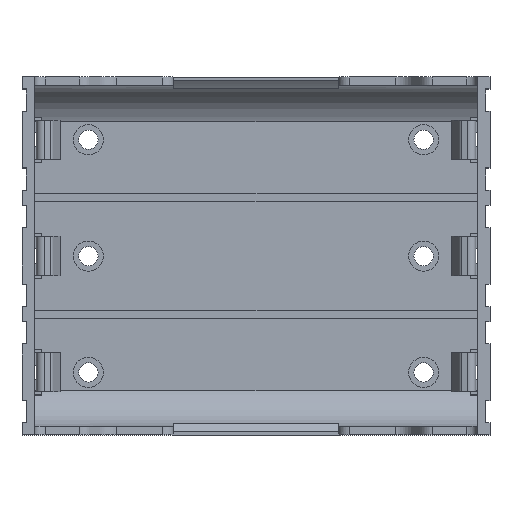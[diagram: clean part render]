
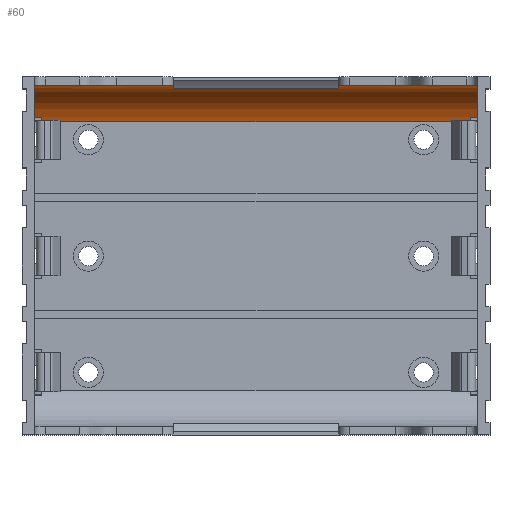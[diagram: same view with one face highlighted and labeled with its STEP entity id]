
A CAD part, top view. The second image highlights one B-rep face of the part: STEP entity #60.
In plain terms, the highlighted cylindrical face has radius 9 mm (diameter 18 mm), a partial arc.
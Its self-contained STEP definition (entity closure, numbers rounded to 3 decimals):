
#60 = ADVANCED_FACE ( 'NONE', ( #2549 ), #6142, .F. ) ;
#121 = EDGE_LOOP ( 'NONE', ( #3943, #9541, #3704, #6741, #4457, #7797, #2786, #5333, #4448, #6947, #983, #7123, #1592, #640 ) ) ;
#143 = VECTOR ( 'NONE', #1434, 1000. ) ;
#265 = CARTESIAN_POINT ( 'NONE',  ( 13.695, 9.96, -8.999 ) ) ;
#331 = VERTEX_POINT ( 'NONE', #4569 ) ;
#482 = B_SPLINE_CURVE_WITH_KNOTS ( 'NONE', 3,
 ( #2247, #6078, #8242, #1509 ),
 .UNSPECIFIED., .F., .F.,
 ( 4, 4 ),
 ( 0., 0. ),
 .UNSPECIFIED. ) ;
#519 = CARTESIAN_POINT ( 'NONE',  ( 13.695, 10.06, 0. ) ) ;
#543 = CARTESIAN_POINT ( 'NONE',  ( 36.725, 10.06, -9. ) ) ;
#547 = EDGE_CURVE ( 'NONE', #4434, #7709, #9181, .T. ) ;
#640 = ORIENTED_EDGE ( 'NONE', *, *, #1647, .T. ) ;
#744 = LINE ( 'NONE', #6729, #7555 ) ;
#750 = EDGE_CURVE ( 'NONE', #8251, #5875, #5819, .T. ) ;
#877 = VECTOR ( 'NONE', #4454, 1000. ) ;
#983 = ORIENTED_EDGE ( 'NONE', *, *, #3426, .T. ) ;
#1000 = CARTESIAN_POINT ( 'NONE',  ( 13.695, 6.888, -8.422 ) ) ;
#1096 = EDGE_CURVE ( 'NONE', #5875, #2329, #1336, .T. ) ;
#1200 = VECTOR ( 'NONE', #2892, 1000. ) ;
#1336 = CIRCLE ( 'NONE', #6847, 9. ) ;
#1340 = CIRCLE ( 'NONE', #7774, 9. ) ;
#1348 = CARTESIAN_POINT ( 'NONE',  ( 36.725, 1.879, -3.75 ) ) ;
#1428 = CARTESIAN_POINT ( 'NONE',  ( 36.725, 1.879, -3.75 ) ) ;
#1434 = DIRECTION ( 'NONE',  ( -1., 0., 0. ) ) ;
#1459 = CARTESIAN_POINT ( 'NONE',  ( -35.55, 1.575, -3. ) ) ;
#1509 = CARTESIAN_POINT ( 'NONE',  ( -13.698, 10.06, -9. ) ) ;
#1592 = ORIENTED_EDGE ( 'NONE', *, *, #9621, .T. ) ;
#1647 = EDGE_CURVE ( 'NONE', #9555, #8251, #1340, .T. ) ;
#1736 = AXIS2_PLACEMENT_3D ( 'NONE', #3233, #5550, #2406 ) ;
#1795 = DIRECTION ( 'NONE',  ( 0., 0., 1. ) ) ;
#1881 = DIRECTION ( 'NONE',  ( 0., 1., 0. ) ) ;
#2064 = DIRECTION ( 'NONE',  ( 0., 0., 1. ) ) ;
#2127 = VECTOR ( 'NONE', #5440, 1000. ) ;
#2196 = CARTESIAN_POINT ( 'NONE',  ( 13.698, 10.06, -9. ) ) ;
#2247 = CARTESIAN_POINT ( 'NONE',  ( -13.695, 9.96, -8.999 ) ) ;
#2329 = VERTEX_POINT ( 'NONE', #1459 ) ;
#2406 = DIRECTION ( 'NONE',  ( 0., 0., 1. ) ) ;
#2439 = CARTESIAN_POINT ( 'NONE',  ( 0., 6.888, -8.422 ) ) ;
#2457 = CARTESIAN_POINT ( 'NONE',  ( -35.55, 1.879, -3.75 ) ) ;
#2549 = FACE_OUTER_BOUND ( 'NONE', #121, .T. ) ;
#2577 = DIRECTION ( 'NONE',  ( 1., 0., 0. ) ) ;
#2786 = ORIENTED_EDGE ( 'NONE', *, *, #5357, .T. ) ;
#2791 = DIRECTION ( 'NONE',  ( 0., 0., 1. ) ) ;
#2801 = CARTESIAN_POINT ( 'NONE',  ( -36.725, 10.06, -9. ) ) ;
#2804 = EDGE_CURVE ( 'NONE', #8233, #9515, #2850, .T. ) ;
#2840 = CARTESIAN_POINT ( 'NONE',  ( -13.695, 6.888, -8.422 ) ) ;
#2850 = LINE ( 'NONE', #1428, #1200 ) ;
#2892 = DIRECTION ( 'NONE',  ( 1., 0., 0. ) ) ;
#2990 = VECTOR ( 'NONE', #8101, 1000. ) ;
#3040 = CARTESIAN_POINT ( 'NONE',  ( -36.725, 1.879, -3.75 ) ) ;
#3233 = CARTESIAN_POINT ( 'NONE',  ( 36.725, 10.06, 0. ) ) ;
#3286 = CARTESIAN_POINT ( 'NONE',  ( -13.695, 9.96, -8.999 ) ) ;
#3384 = B_SPLINE_CURVE_WITH_KNOTS ( 'NONE', 3,
 ( #2196, #9724, #3828, #265 ),
 .UNSPECIFIED., .F., .F.,
 ( 4, 4 ),
 ( 0., 0. ),
 .UNSPECIFIED. ) ;
#3426 = EDGE_CURVE ( 'NONE', #4434, #4309, #8590, .T. ) ;
#3516 = DIRECTION ( 'NONE',  ( 0., 0., 1. ) ) ;
#3704 = ORIENTED_EDGE ( 'NONE', *, *, #7119, .F. ) ;
#3828 = CARTESIAN_POINT ( 'NONE',  ( 13.695, 9.993, -9. ) ) ;
#3913 = DIRECTION ( 'NONE',  ( 0., 0., -1. ) ) ;
#3943 = ORIENTED_EDGE ( 'NONE', *, *, #750, .T. ) ;
#4079 = AXIS2_PLACEMENT_3D ( 'NONE', #9325, #2577, #1795 ) ;
#4244 = CIRCLE ( 'NONE', #4079, 9. ) ;
#4309 = VERTEX_POINT ( 'NONE', #3286 ) ;
#4354 = AXIS2_PLACEMENT_3D ( 'NONE', #4558, #9127, #3913 ) ;
#4358 = DIRECTION ( 'NONE',  ( -1., 0., 0. ) ) ;
#4434 = VERTEX_POINT ( 'NONE', #2840 ) ;
#4448 = ORIENTED_EDGE ( 'NONE', *, *, #4945, .T. ) ;
#4454 = DIRECTION ( 'NONE',  ( 1., 0., 0. ) ) ;
#4457 = ORIENTED_EDGE ( 'NONE', *, *, #2804, .T. ) ;
#4558 = CARTESIAN_POINT ( 'NONE',  ( -13.695, 10.06, 0. ) ) ;
#4569 = CARTESIAN_POINT ( 'NONE',  ( 13.698, 10.06, -9. ) ) ;
#4945 = EDGE_CURVE ( 'NONE', #9495, #7709, #5156, .T. ) ;
#5025 = CARTESIAN_POINT ( 'NONE',  ( 36.725, 1.879, -3.75 ) ) ;
#5050 = CARTESIAN_POINT ( 'NONE',  ( 36.725, 10.06, -9. ) ) ;
#5156 = CIRCLE ( 'NONE', #8612, 9. ) ;
#5214 = DIRECTION ( 'NONE',  ( -1., 0., 0. ) ) ;
#5333 = ORIENTED_EDGE ( 'NONE', *, *, #7661, .T. ) ;
#5357 = EDGE_CURVE ( 'NONE', #5815, #331, #6728, .T. ) ;
#5411 = DIRECTION ( 'NONE',  ( -1., 0., 0. ) ) ;
#5440 = DIRECTION ( 'NONE',  ( 1., 0., 0. ) ) ;
#5550 = DIRECTION ( 'NONE',  ( -1., 0., 0. ) ) ;
#5738 = CARTESIAN_POINT ( 'NONE',  ( 36.725, 1.575, -3. ) ) ;
#5815 = VERTEX_POINT ( 'NONE', #5050 ) ;
#5819 = LINE ( 'NONE', #1348, #877 ) ;
#5875 = VERTEX_POINT ( 'NONE', #2457 ) ;
#6078 = CARTESIAN_POINT ( 'NONE',  ( -13.695, 9.993, -9. ) ) ;
#6142 = CYLINDRICAL_SURFACE ( 'NONE', #1736, 9. ) ;
#6293 = EDGE_CURVE ( 'NONE', #7020, #8233, #4244, .T. ) ;
#6346 = CARTESIAN_POINT ( 'NONE',  ( -35.55, 10.06, 0. ) ) ;
#6381 = CARTESIAN_POINT ( 'NONE',  ( 36.725, 10.06, 0. ) ) ;
#6495 = DIRECTION ( 'NONE',  ( -1., 0., 0. ) ) ;
#6728 = LINE ( 'NONE', #543, #143 ) ;
#6729 = CARTESIAN_POINT ( 'NONE',  ( 36.725, 10.06, -9. ) ) ;
#6741 = ORIENTED_EDGE ( 'NONE', *, *, #6293, .T. ) ;
#6847 = AXIS2_PLACEMENT_3D ( 'NONE', #6346, #6495, #1881 ) ;
#6947 = ORIENTED_EDGE ( 'NONE', *, *, #547, .F. ) ;
#7020 = VERTEX_POINT ( 'NONE', #9303 ) ;
#7119 = EDGE_CURVE ( 'NONE', #7020, #2329, #8152, .T. ) ;
#7123 = ORIENTED_EDGE ( 'NONE', *, *, #7759, .T. ) ;
#7414 = CARTESIAN_POINT ( 'NONE',  ( 35.55, 1.879, -3.75 ) ) ;
#7418 = CARTESIAN_POINT ( 'NONE',  ( -36.725, 10.06, 0. ) ) ;
#7555 = VECTOR ( 'NONE', #5411, 1000. ) ;
#7661 = EDGE_CURVE ( 'NONE', #331, #9495, #3384, .T. ) ;
#7709 = VERTEX_POINT ( 'NONE', #1000 ) ;
#7759 = EDGE_CURVE ( 'NONE', #4309, #8140, #482, .T. ) ;
#7774 = AXIS2_PLACEMENT_3D ( 'NONE', #7418, #5214, #2064 ) ;
#7797 = ORIENTED_EDGE ( 'NONE', *, *, #8136, .F. ) ;
#7810 = CARTESIAN_POINT ( 'NONE',  ( -13.698, 10.06, -9. ) ) ;
#7848 = AXIS2_PLACEMENT_3D ( 'NONE', #6381, #8744, #2791 ) ;
#8101 = DIRECTION ( 'NONE',  ( -1., 0., 0. ) ) ;
#8136 = EDGE_CURVE ( 'NONE', #5815, #9515, #9263, .T. ) ;
#8140 = VERTEX_POINT ( 'NONE', #7810 ) ;
#8152 = LINE ( 'NONE', #5738, #2990 ) ;
#8233 = VERTEX_POINT ( 'NONE', #7414 ) ;
#8242 = CARTESIAN_POINT ( 'NONE',  ( -13.696, 10.027, -9. ) ) ;
#8251 = VERTEX_POINT ( 'NONE', #3040 ) ;
#8590 = CIRCLE ( 'NONE', #4354, 9. ) ;
#8612 = AXIS2_PLACEMENT_3D ( 'NONE', #519, #4358, #3516 ) ;
#8744 = DIRECTION ( 'NONE',  ( -1., 0., 0. ) ) ;
#9127 = DIRECTION ( 'NONE',  ( 1., 0., 0. ) ) ;
#9181 = LINE ( 'NONE', #2439, #2127 ) ;
#9263 = CIRCLE ( 'NONE', #7848, 9. ) ;
#9303 = CARTESIAN_POINT ( 'NONE',  ( 35.55, 1.575, -3. ) ) ;
#9325 = CARTESIAN_POINT ( 'NONE',  ( 35.55, 10.06, 0. ) ) ;
#9495 = VERTEX_POINT ( 'NONE', #9648 ) ;
#9515 = VERTEX_POINT ( 'NONE', #5025 ) ;
#9541 = ORIENTED_EDGE ( 'NONE', *, *, #1096, .T. ) ;
#9555 = VERTEX_POINT ( 'NONE', #2801 ) ;
#9621 = EDGE_CURVE ( 'NONE', #8140, #9555, #744, .T. ) ;
#9648 = CARTESIAN_POINT ( 'NONE',  ( 13.695, 9.96, -8.999 ) ) ;
#9724 = CARTESIAN_POINT ( 'NONE',  ( 13.696, 10.027, -9. ) ) ;
